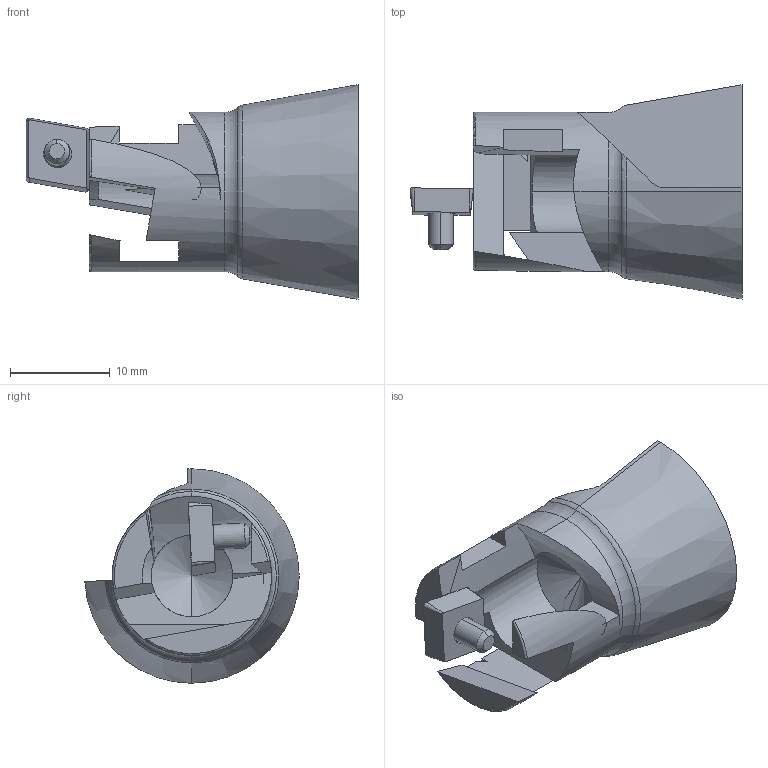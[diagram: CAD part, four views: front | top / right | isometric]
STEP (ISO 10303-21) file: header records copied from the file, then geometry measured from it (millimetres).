
FILE_DESCRIPTION (( 'STEP AP203' ), '1' );
FILE_NAME ('278.217.006C.STEP', '2024-08-27T07:46:42', ( '' ), ( '' ), 'SwSTEP 2.0', 'SolidWorks 2022', '' );
FILE_SCHEMA (( 'CONFIG_CONTROL_DESIGN' ));
Length unit declared in the file: millimetre
Products named in the file (4): WCA-ER2.001.006_A; CCMT060204; 278.217.006C; HS0-A22.K11.027_D
Assembly tree (3 placements, depth 2):
  278.217.006C
    HS0-A22.K11.027_D
    WCA-ER2.001.006_A
    CCMT060204
Bounding box: 33.35 x 21.54 x 21.55 mm (x, y, z)
Volume: 4001.6 mm3; surface area: 2484.3 mm2
Topology: 3 solids, 3 shells, 130 faces, 336 edges, 207 vertices
Faces by surface type: plane 44, cylinder 28, cone 27, torus 17, bspline 12, sphere 2
Entity records: 4701 total; most frequent: CARTESIAN_POINT 1339, ORIENTED_EDGE 656, DIRECTION 590, EDGE_CURVE 328, AXIS2_PLACEMENT_3D 234, VERTEX_POINT 205, EDGE_LOOP 133, ADVANCED_FACE 130
